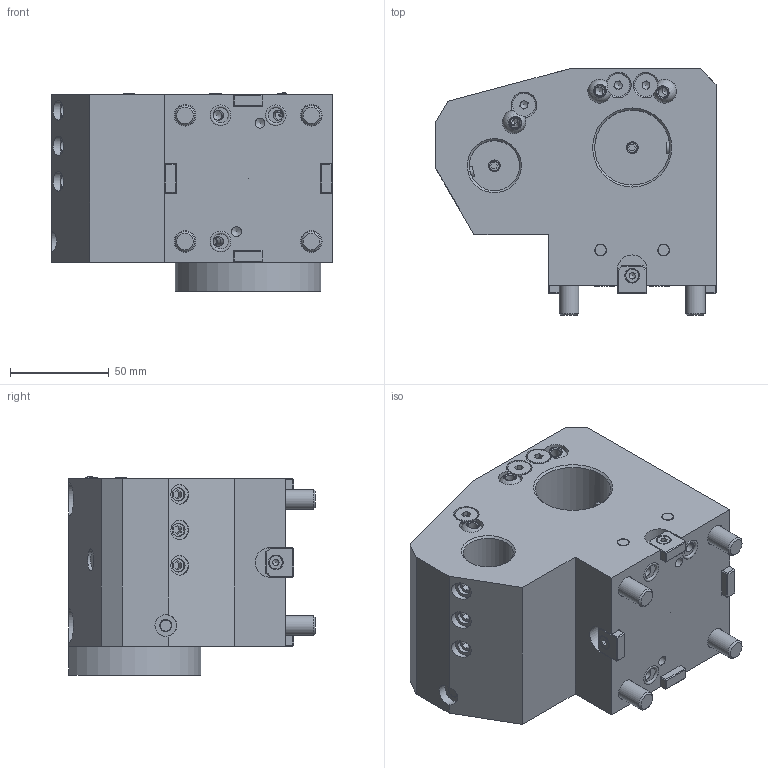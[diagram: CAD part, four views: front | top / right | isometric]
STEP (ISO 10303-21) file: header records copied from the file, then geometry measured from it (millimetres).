
FILE_DESCRIPTION (( 'STEP AP214' ), '1' );
FILE_NAME ('E12IBD1.51T55X70.STEP', '2022-01-19T07:46:49', ( '' ), ( '' ), 'SwSTEP 2.0', 'SolidWorks 2016', '' );
FILE_SCHEMA (( 'AUTOMOTIVE_DESIGN' ));
Length unit declared in the file: millimetre
Products named in the file (15): 06095U_Vite(STCEIEC)M8x12_06095U_Vite(STCEIEC)M8x12; 050JM2_O-Ring 1.5x9.5_050JM2_O-Ring 1.5x9.5; MT401-13_Finito; 06095X_Vite(STCEIEC)M8x20_06095X_Vite(STCEIEC)M8x20; 050P2L_Tappo espansione 6x9.3_050P2L_Tappo espansione 6x9.3; B55-01-0018_Finito; 06023I_Vite M10 X 100_06023I_Vite M10 X 100; Z3-12-M6_Finito; 0602UB_Vite(TSPCEI)M6x8_0602UB_Vite(TSPCEI)M6x8; Logo Algra_R_NEW_Logo Algra - x1; 0609GO_Grano_BL (M5x5)_0609GO_Grano_BL (M5x5); 050J0H_O-Ring 1,78x7,66_050J0H_O-Ring 1,78x7,66; 06020I_Vite M4 X 6_06020I_Vite M4 X 6; E12IBD1.51T55X70; 06091C_Grano (M6x6)_06091C_Grano (M6x6)
Assembly tree (46 placements, depth 2):
  E12IBD1.51T55X70
    B55-01-0018_Finito
    050P2L_Tappo espansione 6x9.3_050P2L_Tappo espansione 6x9.3  x11
    0609GO_Grano_BL (M5x5)_0609GO_Grano_BL (M5x5)
    MT401-13_Finito  x4
    06020I_Vite M4 X 6_06020I_Vite M4 X 6  x4
    050J0H_O-Ring 1,78x7,66_050J0H_O-Ring 1,78x7,66  x3
    06023I_Vite M10 X 100_06023I_Vite M10 X 100  x4
    06091C_Grano (M6x6)_06091C_Grano (M6x6)  x2
    06095U_Vite(STCEIEC)M8x12_06095U_Vite(STCEIEC)M8x12  x3
    06095X_Vite(STCEIEC)M8x20_06095X_Vite(STCEIEC)M8x20  x3
    050JM2_O-Ring 1.5x9.5_050JM2_O-Ring 1.5x9.5  x3
    Z3-12-M6_Finito  x3
    0602UB_Vite(TSPCEI)M6x8_0602UB_Vite(TSPCEI)M6x8  x3
    Logo Algra_R_NEW_Logo Algra - x1
Bounding box: 142.01 x 125 x 100.61 mm (x, y, z)
Volume: 1007845 mm3; surface area: 152938.3 mm2
Topology: 54 solids, 54 shells, 858 faces, 1979 edges, 1238 vertices
Faces by surface type: plane 510, cylinder 177, cone 136, torus 25, bspline 7, sphere 3
Full cylindrical faces by diameter (mm): 0.1 x1, 2.5 x1, 3 x1, 3.3 x4, 4 x4, 4.2 x1, 4.5 x4, 5 x27, 5.5 x6, 6 x31, 6.8 x6, 7 x4, 7.5 x4, 8 x6, 9 x3, 9.3 x3, 10 x7, 10.132 x1, 11 x8, 11.57 x3, 12 x3, 16 x4, 17 x4, 25.4 x1, 26 x1, 38.1 x1, 39 x1, 47 x1
Entity records: 15916 total; most frequent: CARTESIAN_POINT 4490, DIRECTION 2030, ORIENTED_EDGE 1772, EDGE_CURVE 886, AXIS2_PLACEMENT_3D 752, EDGE_LOOP 680, VERTEX_POINT 640, FACE_OUTER_BOUND 541
